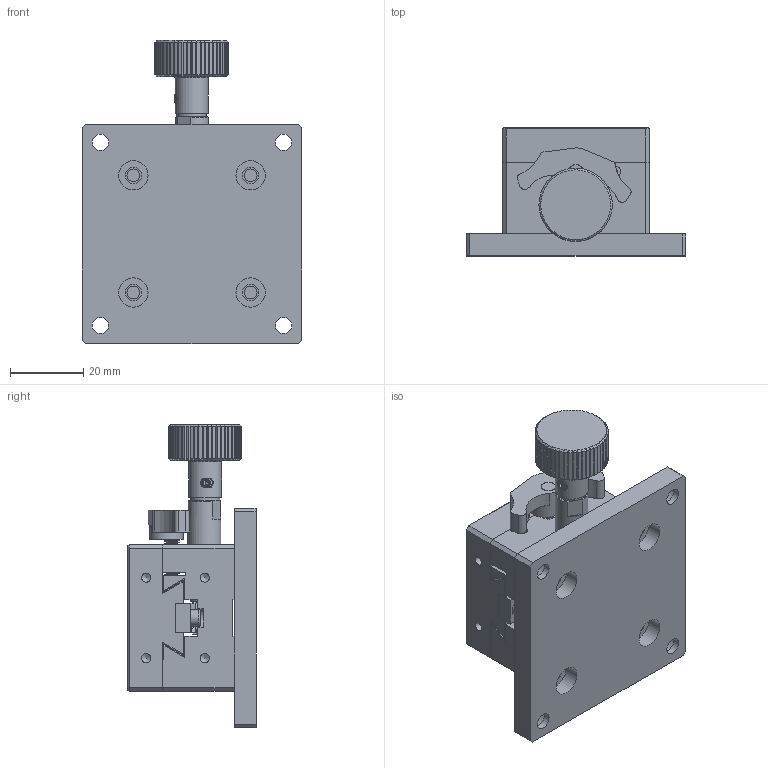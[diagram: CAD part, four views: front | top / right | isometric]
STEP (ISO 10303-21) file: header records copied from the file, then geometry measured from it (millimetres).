
FILE_DESCRIPTION (( 'STEP AP203' ), '1' );
FILE_NAME ('528746.STEP', '2024-10-14T09:49:08', ( 'Windows User' ), ( 'P R C' ), 'SwSTEP 2.0', 'SolidWorks 2020', '' );
FILE_SCHEMA (( 'CONFIG_CONTROL_DESIGN' ));
Length unit declared in the file: millimetre
Products named in the file (1): 528746
Bounding box: 60 x 35 x 82.9 mm (x, y, z)
Volume: 69245.3 mm3; surface area: 36019.8 mm2
Topology: 17 solids, 17 shells, 1042 faces, 2498 edges, 1506 vertices
Faces by surface type: plane 500, cylinder 247, cone 247, bspline 48
Full cylindrical faces by diameter (mm): 2 x3, 2.05 x2, 2.459 x10, 2.5 x18, 2.8 x2, 3 x1, 3.3 x3, 3.4 x4, 3.5 x4, 4 x19, 4.1 x2, 4.5 x12, 6 x8, 7.4 x1, 8 x12, 9 x3, 9.2 x1, 14.917 x1
Entity records: 117824 total; most frequent: CARTESIAN_POINT 95891, ORIENTED_EDGE 4482, DIRECTION 4337, EDGE_CURVE 2241, AXIS2_PLACEMENT_3D 1683, VERTEX_POINT 1411, EDGE_LOOP 1260, FACE_OUTER_BOUND 1123
